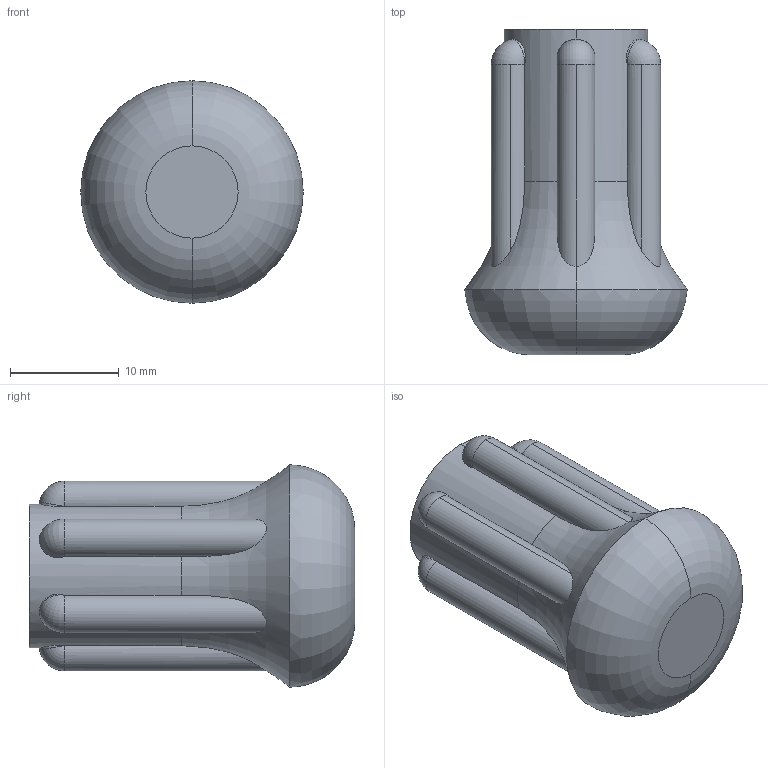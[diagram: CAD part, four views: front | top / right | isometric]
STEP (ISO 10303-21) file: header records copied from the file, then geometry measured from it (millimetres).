
FILE_DESCRIPTION (( 'STEP AP203' ), '1' );
FILE_NAME ('2517T32_Default_sldprt.STEP', '2016-11-29T01:06:53', ( 'Alexander' ), ( '' ), 'SwSTEP 2.0', 'SolidWorks 2015', '' );
FILE_SCHEMA (( 'CONFIG_CONTROL_DESIGN' ));
Length unit declared in the file: millimetre
Products named in the file (1): 2517T32_Default_sldprt
Bounding box: 20.5 x 30 x 20.5 mm (x, y, z)
Volume: 4639.6 mm3; surface area: 2776.4 mm2
Topology: 1 solids, 1 shells, 41 faces, 110 edges, 60 vertices
Faces by surface type: cylinder 28, torus 10, plane 3
Entity records: 1643 total; most frequent: CARTESIAN_POINT 630, DIRECTION 200, ORIENTED_EDGE 196, EDGE_CURVE 98, AXIS2_PLACEMENT_3D 86, VERTEX_POINT 60, CIRCLE 44, EDGE_LOOP 42
